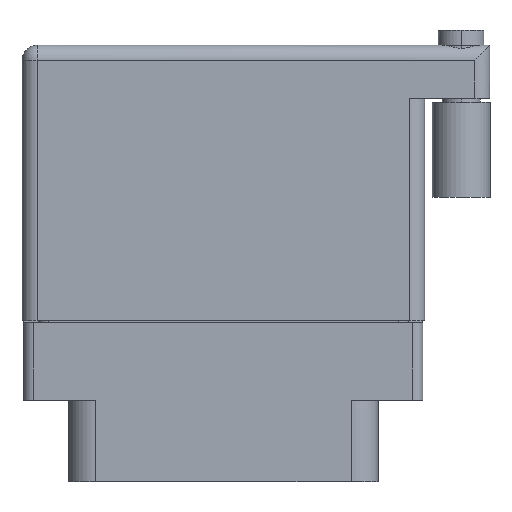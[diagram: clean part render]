
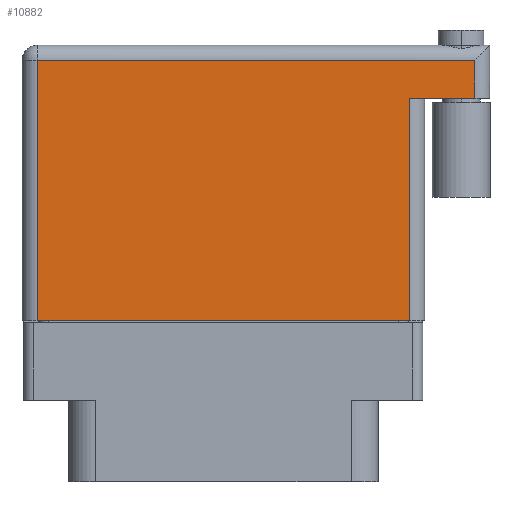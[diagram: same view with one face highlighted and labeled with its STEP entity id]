
A CAD part, front view. The second image highlights one B-rep face of the part: STEP entity #10882.
In plain terms, the highlighted face is planar.
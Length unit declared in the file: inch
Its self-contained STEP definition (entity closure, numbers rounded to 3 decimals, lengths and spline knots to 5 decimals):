
#731 = ORIENTED_EDGE ( 'NONE', *, *, #12612, .T. ) ;
#1651 = ORIENTED_EDGE ( 'NONE', *, *, #26172, .T. ) ;
#2619 = CARTESIAN_POINT ( 'NONE',  ( -0.6125, 0.756, 0.3575 ) ) ;
#2675 = VECTOR ( 'NONE', #25726, 39.37008 ) ;
#3796 = DIRECTION ( 'NONE',  ( 1., 0., 0. ) ) ;
#4406 = EDGE_CURVE ( 'NONE', #19816, #21668, #28334, .T. ) ;
#4497 = LINE ( 'NONE', #23156, #2675 ) ;
#6165 = LINE ( 'NONE', #8812, #29358 ) ;
#7029 = AXIS2_PLACEMENT_3D ( 'NONE', #25921, #23468, #28520 ) ;
#7100 = VERTEX_POINT ( 'NONE', #25310 ) ;
#7466 = CARTESIAN_POINT ( 'NONE',  ( -0.6125, -0.1, 0.3575 ) ) ;
#7745 = EDGE_CURVE ( 'NONE', #23904, #7100, #12391, .T. ) ;
#8812 = CARTESIAN_POINT ( 'NONE',  ( 0.6125, 0.631, 0.3575 ) ) ;
#9650 = DIRECTION ( 'NONE',  ( 0., -1., 0. ) ) ;
#10356 = LINE ( 'NONE', #7466, #25061 ) ;
#10733 = CARTESIAN_POINT ( 'NONE',  ( 0.6125, -0.1, 0.3575 ) ) ;
#10882 = ADVANCED_FACE ( 'NONE', ( #23098 ), #18719, .F. ) ;
#11000 = DIRECTION ( 'NONE',  ( -1., 0., 0. ) ) ;
#11078 = DIRECTION ( 'NONE',  ( 0., 1., 0. ) ) ;
#11188 = EDGE_LOOP ( 'NONE', ( #25038, #731, #23187, #30114, #1651, #20986 ) ) ;
#11397 = VECTOR ( 'NONE', #3796, 39.37008 ) ;
#12391 = LINE ( 'NONE', #15600, #13874 ) ;
#12612 = EDGE_CURVE ( 'NONE', #21668, #7100, #6165, .T. ) ;
#13874 = VECTOR ( 'NONE', #11000, 39.37008 ) ;
#15600 = CARTESIAN_POINT ( 'NONE',  ( 0.8765, 0.631, 0.3575 ) ) ;
#17883 = VERTEX_POINT ( 'NONE', #19223 ) ;
#18719 = PLANE ( 'NONE',  #7029 ) ;
#19223 = CARTESIAN_POINT ( 'NONE',  ( 0.8265, 0.756, 0.3575 ) ) ;
#19816 = VERTEX_POINT ( 'NONE', #26524 ) ;
#20150 = LINE ( 'NONE', #22899, #28255 ) ;
#20986 = ORIENTED_EDGE ( 'NONE', *, *, #25086, .T. ) ;
#21668 = VERTEX_POINT ( 'NONE', #10733 ) ;
#22899 = CARTESIAN_POINT ( 'NONE',  ( -0.6625, 0.756, 0.3575 ) ) ;
#23098 = FACE_OUTER_BOUND ( 'NONE', #11188, .T. ) ;
#23156 = CARTESIAN_POINT ( 'NONE',  ( 0.8265, 0.806, 0.3575 ) ) ;
#23187 = ORIENTED_EDGE ( 'NONE', *, *, #7745, .F. ) ;
#23468 = DIRECTION ( 'NONE',  ( 0., 0., -1. ) ) ;
#23904 = VERTEX_POINT ( 'NONE', #28965 ) ;
#24305 = EDGE_CURVE ( 'NONE', #23904, #17883, #4497, .T. ) ;
#25038 = ORIENTED_EDGE ( 'NONE', *, *, #4406, .T. ) ;
#25061 = VECTOR ( 'NONE', #9650, 39.37008 ) ;
#25086 = EDGE_CURVE ( 'NONE', #29898, #19816, #10356, .T. ) ;
#25310 = CARTESIAN_POINT ( 'NONE',  ( 0.6125, 0.631, 0.3575 ) ) ;
#25726 = DIRECTION ( 'NONE',  ( 0., 1., 0. ) ) ;
#25921 = CARTESIAN_POINT ( 'NONE',  ( -0.6625, 0.806, 0.3575 ) ) ;
#26172 = EDGE_CURVE ( 'NONE', #17883, #29898, #20150, .T. ) ;
#26524 = CARTESIAN_POINT ( 'NONE',  ( -0.6125, -0.1, 0.3575 ) ) ;
#27249 = CARTESIAN_POINT ( 'NONE',  ( -0.6625, -0.1, 0.3575 ) ) ;
#27833 = DIRECTION ( 'NONE',  ( -1., 0., 0. ) ) ;
#28255 = VECTOR ( 'NONE', #27833, 39.37008 ) ;
#28334 = LINE ( 'NONE', #27249, #11397 ) ;
#28520 = DIRECTION ( 'NONE',  ( -1., 0., 0. ) ) ;
#28965 = CARTESIAN_POINT ( 'NONE',  ( 0.8265, 0.631, 0.3575 ) ) ;
#29358 = VECTOR ( 'NONE', #11078, 39.37008 ) ;
#29898 = VERTEX_POINT ( 'NONE', #2619 ) ;
#30114 = ORIENTED_EDGE ( 'NONE', *, *, #24305, .T. ) ;
